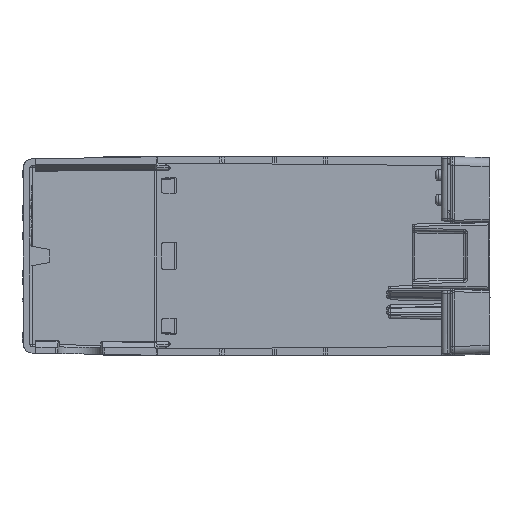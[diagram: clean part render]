
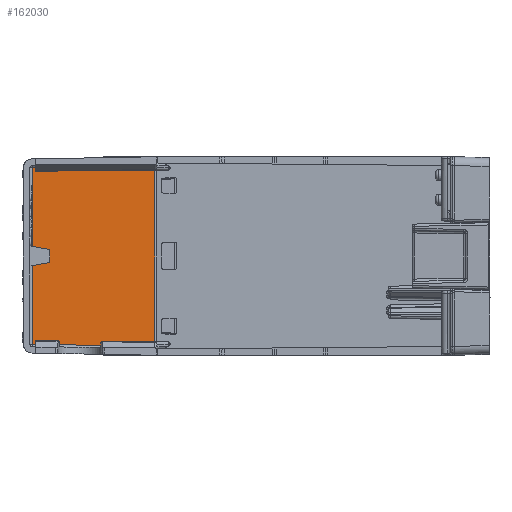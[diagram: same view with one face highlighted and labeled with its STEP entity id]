
A CAD part, left-side view. The second image highlights one B-rep face of the part: STEP entity #162030.
In plain terms, the highlighted planar face has unit normal (-1, -0.018, 0).
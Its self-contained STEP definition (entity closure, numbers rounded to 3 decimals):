
#141492=DIRECTION('',(0.,0.,-1.));
#141493=VECTOR('',#141492,39.817);
#141494=CARTESIAN_POINT('',(-10.092,-1.991,
19.909));
#141495=LINE('',#141494,#141493);
#142513=DIRECTION('',(0.017,-1.,-0.017));
#142514=VECTOR('',#142513,27.676);
#142515=CARTESIAN_POINT('',(-10.092,-1.991,
-19.909));
#142516=LINE('',#142515,#142514);
#142517=DIRECTION('',(0.,0.,1.));
#142518=VECTOR('',#142517,40.783);
#142519=CARTESIAN_POINT('',(-9.609,-29.659,
-20.392));
#142520=LINE('',#142519,#142518);
#142531=CARTESIAN_POINT('',(-9.609,-29.659,
20.392));
#142541=DIRECTION('',(-0.017,1.,-0.017));
#142542=VECTOR('',#142541,27.676);
#142543=CARTESIAN_POINT('',(-9.609,-29.659,
20.392));
#142544=LINE('',#142543,#142542);
#153355=CARTESIAN_POINT('',(-10.092,-1.991,
19.909));
#153356=CARTESIAN_POINT('',(-10.092,-1.991,
-19.909));
#153357=VERTEX_POINT('',#153355);
#153358=VERTEX_POINT('',#153356);
#154370=VERTEX_POINT('',#142531);
#154372=CARTESIAN_POINT('',(-9.609,-29.659,
-20.392));
#154373=VERTEX_POINT('',#154372);
#162017=CARTESIAN_POINT('',(-9.6,-30.15,-23.348));
#162018=DIRECTION('',(-1.,-0.017,0.));
#162019=DIRECTION('',(0.,0.,-1.));
#162020=AXIS2_PLACEMENT_3D('',#162017,#162018,#162019);
#162021=PLANE('',#162020);
#162023=ORIENTED_EDGE('',*,*,#162022,.F.);
#162024=ORIENTED_EDGE('',*,*,#162012,.F.);
#162025=ORIENTED_EDGE('',*,*,#160585,.F.);
#162027=ORIENTED_EDGE('',*,*,#162026,.F.);
#162028=EDGE_LOOP('',(#162023,#162024,#162025,#162027));
#162029=FACE_OUTER_BOUND('',#162028,.F.);
#162030=ADVANCED_FACE('',(#162029),#162021,.T.);
#160585=EDGE_CURVE('',#153357,#153358,#141495,.T.);
#162012=EDGE_CURVE('',#153358,#154373,#142516,.T.);
#162022=EDGE_CURVE('',#154373,#154370,#142520,.T.);
#162026=EDGE_CURVE('',#154370,#153357,#142544,.T.);
